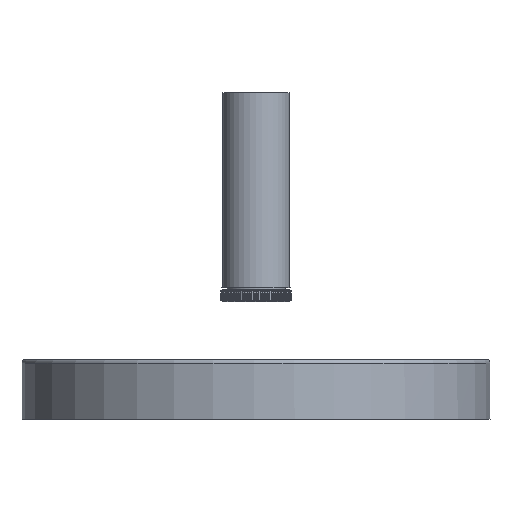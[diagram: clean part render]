
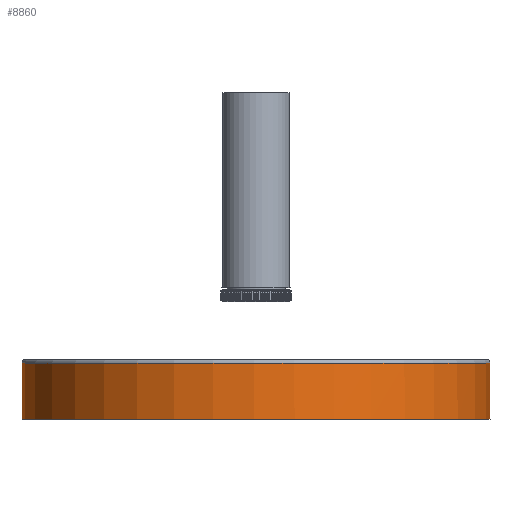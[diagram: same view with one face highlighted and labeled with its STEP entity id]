
A CAD part, front view. The second image highlights one B-rep face of the part: STEP entity #8860.
In plain terms, the highlighted cylindrical face has radius 120 mm (diameter 240 mm), a full revolution.
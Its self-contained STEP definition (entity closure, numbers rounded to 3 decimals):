
#553=FACE_OUTER_BOUND('',#1074,.T.);
#1074=EDGE_LOOP('',(#6512,#6513,#6514,#6515,#6516));
#1526=CIRCLE('',#9462,120.);
#1530=CIRCLE('',#9468,120.);
#1531=CIRCLE('',#9469,120.);
#2483=LINE('',#24636,#3037);
#3037=VECTOR('',#10694,120.);
#3652=VERTEX_POINT('',#24619);
#3656=VERTEX_POINT('',#24630);
#3657=VERTEX_POINT('',#24631);
#4718=EDGE_CURVE('',#3652,#3652,#1526,.T.);
#4723=EDGE_CURVE('',#3656,#3657,#1530,.T.);
#4724=EDGE_CURVE('',#3657,#3656,#1531,.T.);
#4726=EDGE_CURVE('',#3652,#3657,#2483,.T.);
#6512=ORIENTED_EDGE('',*,*,#4718,.F.);
#6513=ORIENTED_EDGE('',*,*,#4726,.T.);
#6514=ORIENTED_EDGE('',*,*,#4723,.F.);
#6515=ORIENTED_EDGE('',*,*,#4724,.F.);
#6516=ORIENTED_EDGE('',*,*,#4726,.F.);
#8604=CYLINDRICAL_SURFACE('',#9471,120.);
#8860=ADVANCED_FACE('',(#553),#8604,.T.);
#9462=AXIS2_PLACEMENT_3D('',#24620,#10673,#10674);
#9468=AXIS2_PLACEMENT_3D('',#24632,#10686,#10687);
#9469=AXIS2_PLACEMENT_3D('',#24633,#10688,#10689);
#9471=AXIS2_PLACEMENT_3D('',#24635,#10692,#10693);
#10673=DIRECTION('center_axis',(0.,0.,
-1.));
#10674=DIRECTION('ref_axis',(-1.,0.009,0.));
#10686=DIRECTION('center_axis',(0.,0.,
1.));
#10687=DIRECTION('ref_axis',(1.,-0.009,0.));
#10688=DIRECTION('center_axis',(0.,0.,
1.));
#10689=DIRECTION('ref_axis',(1.,-0.009,0.));
#10692=DIRECTION('center_axis',(0.,0.,
-1.));
#10693=DIRECTION('ref_axis',(1.,-0.009,0.));
#10694=DIRECTION('',(0.,0.,1.));
#24619=CARTESIAN_POINT('',(-31.739,212.117,-353.572));
#24620=CARTESIAN_POINT('Origin',(88.256,211.047,-353.572));
#24630=CARTESIAN_POINT('',(-31.73,212.873,-324.973));
#24631=CARTESIAN_POINT('',(-31.739,212.117,-324.973));
#24632=CARTESIAN_POINT('Origin',(88.256,211.047,-324.973));
#24633=CARTESIAN_POINT('Origin',(88.256,211.047,-324.973));
#24635=CARTESIAN_POINT('Origin',(88.256,211.047,-282.9));
#24636=CARTESIAN_POINT('',(-31.739,212.117,-282.9));
